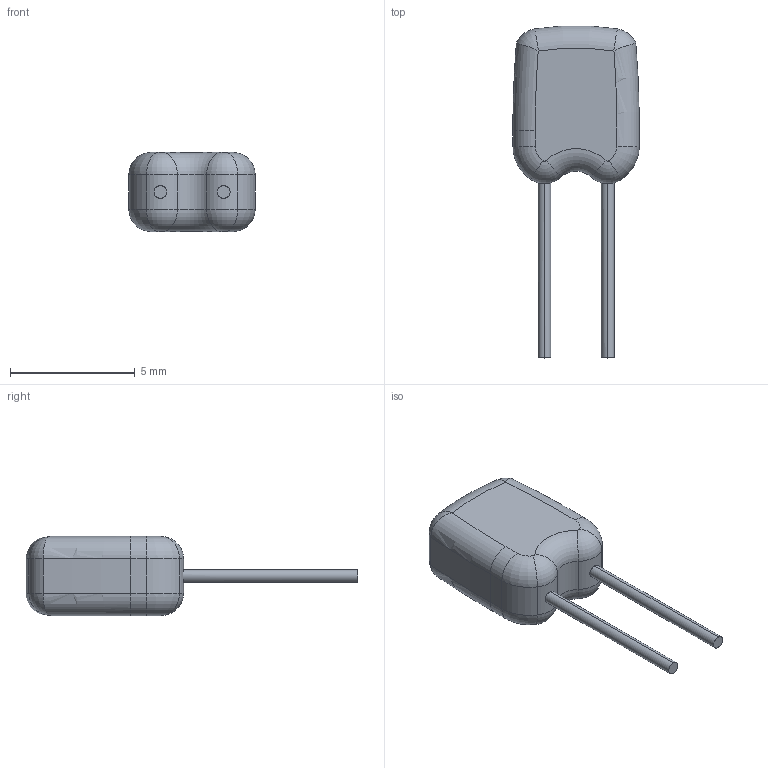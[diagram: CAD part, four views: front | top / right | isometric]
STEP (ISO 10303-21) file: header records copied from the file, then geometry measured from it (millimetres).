
FILE_DESCRIPTION (( 'STEP AP214' ), '1' );
FILE_NAME ('C320C104M5U5TA.STEP', '2023-04-03T07:22:53', ( '' ), ( '' ), 'SwSTEP 2.0', 'SolidWorks 2021', '' );
FILE_SCHEMA (( 'AUTOMOTIVE_DESIGN' ));
Length unit declared in the file: millimetre
Products named in the file (1): C320C104M5U5TA
Bounding box: 5.08 x 13.33 x 3.18 mm (x, y, z)
Volume: 90.1 mm3; surface area: 131.5 mm2
Topology: 3 solids, 3 shells, 43 faces, 89 edges, 52 vertices
Faces by surface type: torus 22, cylinder 17, plane 4
Entity records: 1269 total; most frequent: CARTESIAN_POINT 265, DIRECTION 235, ORIENTED_EDGE 178, AXIS2_PLACEMENT_3D 110, EDGE_CURVE 89, CIRCLE 66, VERTEX_POINT 52, ADVANCED_FACE 43
